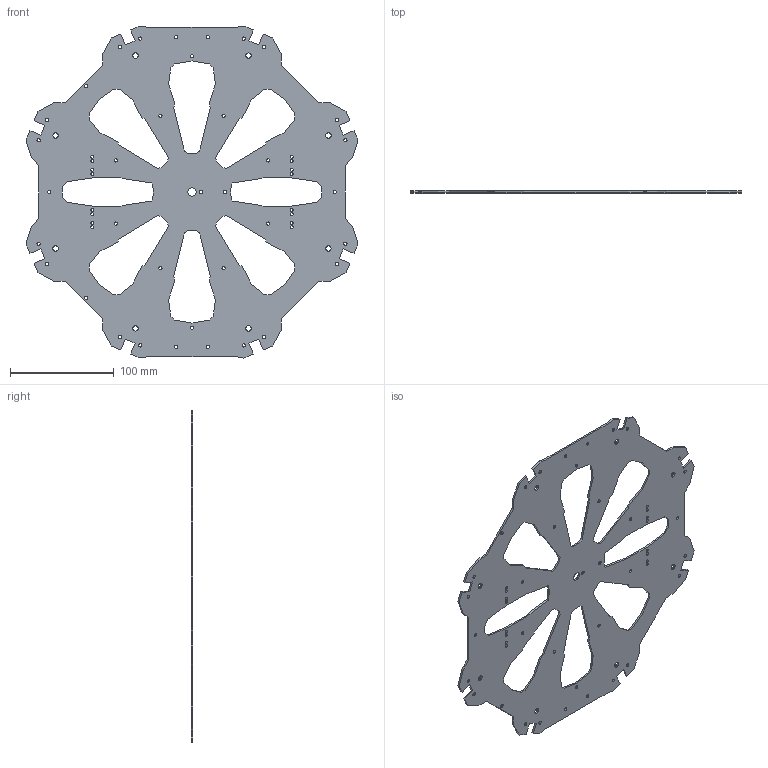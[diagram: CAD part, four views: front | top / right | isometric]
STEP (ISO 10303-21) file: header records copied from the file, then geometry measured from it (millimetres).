
FILE_DESCRIPTION (( 'STEP AP203' ), '1' );
FILE_NAME ('Tarot Hub Top Plate_Default_sldprt.STEP', '2017-11-29T20:51:17', ( '' ), ( '' ), 'SwSTEP 2.0', 'SolidWorks 2017', '' );
FILE_SCHEMA (( 'CONFIG_CONTROL_DESIGN' ));
Length unit declared in the file: millimetre
Products named in the file (1): Tarot Hub Top Plate_Default_sldprt
Bounding box: 319.25 x 1.75 x 319.25 mm (x, y, z)
Volume: 97988.2 mm3; surface area: 118427.8 mm2
Topology: 1 solids, 1 shells, 318 faces, 948 edges, 632 vertices
Faces by surface type: plane 196, cylinder 122
Entity records: 11049 total; most frequent: CARTESIAN_POINT 1899, ORIENTED_EDGE 1896, DIRECTION 1830, EDGE_CURVE 948, VECTOR 704, LINE 704, VERTEX_POINT 632, AXIS2_PLACEMENT_3D 563
